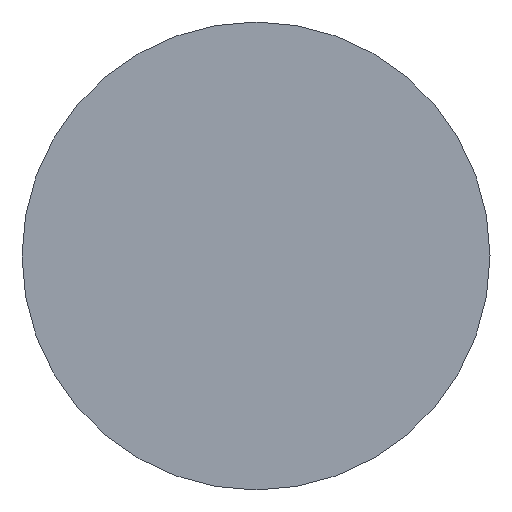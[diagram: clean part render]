
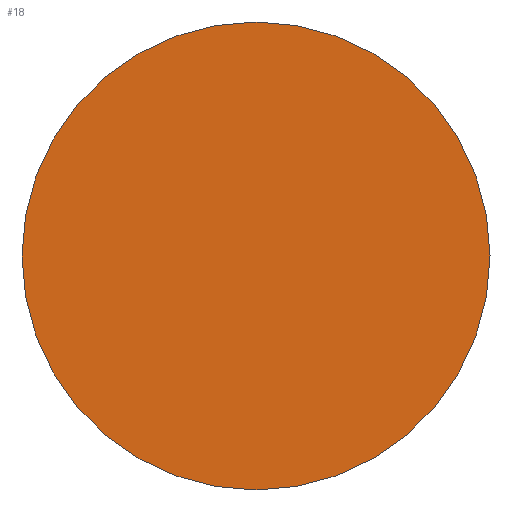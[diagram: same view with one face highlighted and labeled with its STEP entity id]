
A CAD part, left-side view. The second image highlights one B-rep face of the part: STEP entity #18.
In plain terms, the highlighted planar face has unit normal (-1, 0, 0).
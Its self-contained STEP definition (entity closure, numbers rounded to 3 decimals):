
#9 = ORIENTED_EDGE ( 'NONE', *, *, #46, .T. ) ;
#18 = ADVANCED_FACE ( 'NONE', ( #48 ), #139, .F. ) ;
#19 = AXIS2_PLACEMENT_3D ( 'NONE', #147, #107, #49 ) ;
#30 = CARTESIAN_POINT ( 'NONE',  ( -25., 0., 0. ) ) ;
#33 = CARTESIAN_POINT ( 'NONE',  ( -25., 0., 10. ) ) ;
#46 = EDGE_CURVE ( 'NONE', #204, #117, #84, .T. ) ;
#48 = FACE_OUTER_BOUND ( 'NONE', #135, .T. ) ;
#49 = DIRECTION ( 'NONE',  ( 0., 0., 1. ) ) ;
#84 = CIRCLE ( 'NONE', #144, 10. ) ;
#100 = CARTESIAN_POINT ( 'NONE',  ( -25., 0., -10. ) ) ;
#105 = DIRECTION ( 'NONE',  ( -1., 0., 0. ) ) ;
#107 = DIRECTION ( 'NONE',  ( -1., 0., 0. ) ) ;
#117 = VERTEX_POINT ( 'NONE', #33 ) ;
#122 = DIRECTION ( 'NONE',  ( 1., 0., 0. ) ) ;
#131 = CARTESIAN_POINT ( 'NONE',  ( -25., 0., -10. ) ) ;
#135 = EDGE_LOOP ( 'NONE', ( #190, #9 ) ) ;
#139 = PLANE ( 'NONE',  #175 ) ;
#144 = AXIS2_PLACEMENT_3D ( 'NONE', #30, #105, #161 ) ;
#147 = CARTESIAN_POINT ( 'NONE',  ( -25., 0., 0. ) ) ;
#161 = DIRECTION ( 'NONE',  ( 0., 0., 1. ) ) ;
#166 = EDGE_CURVE ( 'NONE', #117, #204, #215, .T. ) ;
#175 = AXIS2_PLACEMENT_3D ( 'NONE', #100, #122, #214 ) ;
#190 = ORIENTED_EDGE ( 'NONE', *, *, #166, .T. ) ;
#204 = VERTEX_POINT ( 'NONE', #131 ) ;
#214 = DIRECTION ( 'NONE',  ( 0., 0., -1. ) ) ;
#215 = CIRCLE ( 'NONE', #19, 10. ) ;
